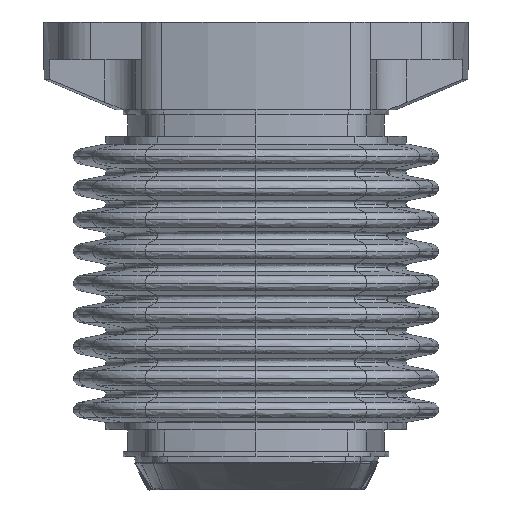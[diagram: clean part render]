
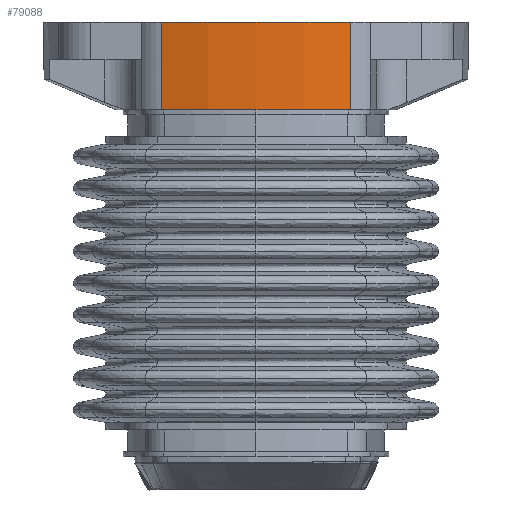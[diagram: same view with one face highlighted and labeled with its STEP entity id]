
A CAD part, front view. The second image highlights one B-rep face of the part: STEP entity #79088.
In plain terms, the highlighted cylindrical face has radius 127.847 mm (diameter 255.695 mm), a partial arc.
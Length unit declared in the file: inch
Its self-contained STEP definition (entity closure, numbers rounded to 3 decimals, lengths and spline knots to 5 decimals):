
#402 = CARTESIAN_POINT ( 'NONE',  ( -3.59753, -3.2473, 9.5157 ) ) ;
#1622 = CARTESIAN_POINT ( 'NONE',  ( -0.53741, -3.2473, 9.5157 ) ) ;
#2256 = ORIENTED_EDGE ( 'NONE', *, *, #28416, .T. ) ;
#5916 = DIRECTION ( 'NONE',  ( 0., 0., 1. ) ) ;
#6021 = CARTESIAN_POINT ( 'NONE',  ( -3.59753, -3.2473, 9.5157 ) ) ;
#6382 = EDGE_CURVE ( 'NONE', #34547, #7958, #59250, .T. ) ;
#6391 = CARTESIAN_POINT ( 'NONE',  ( -2.06747, 1.54787, 9.5157 ) ) ;
#6698 = LINE ( 'NONE', #402, #75204 ) ;
#7958 = VERTEX_POINT ( 'NONE', #20696 ) ;
#11344 = CARTESIAN_POINT ( 'NONE',  ( -0.53741, -3.2473, 9.5157 ) ) ;
#14080 = CARTESIAN_POINT ( 'NONE',  ( -2.06747, 1.54787, 10.93302 ) ) ;
#14345 = EDGE_LOOP ( 'NONE', ( #46783, #65993, #2256, #50409 ) ) ;
#20696 = CARTESIAN_POINT ( 'NONE',  ( -0.53741, -3.2473, 10.93302 ) ) ;
#24680 = AXIS2_PLACEMENT_3D ( 'NONE', #14080, #46468, #47284 ) ;
#26402 = VERTEX_POINT ( 'NONE', #69627 ) ;
#27293 = DIRECTION ( 'NONE',  ( 0., 0., 1. ) ) ;
#28416 = EDGE_CURVE ( 'NONE', #31383, #34547, #71312, .T. ) ;
#30155 = VECTOR ( 'NONE', #27293, 39.37008 ) ;
#31383 = VERTEX_POINT ( 'NONE', #6021 ) ;
#31546 = DIRECTION ( 'NONE',  ( 0., 0., 1. ) ) ;
#31644 = DIRECTION ( 'NONE',  ( 0., 0., 1. ) ) ;
#34547 = VERTEX_POINT ( 'NONE', #11344 ) ;
#35064 = AXIS2_PLACEMENT_3D ( 'NONE', #6391, #31644, #56058 ) ;
#46468 = DIRECTION ( 'NONE',  ( 0., 0., 1. ) ) ;
#46783 = ORIENTED_EDGE ( 'NONE', *, *, #70798, .F. ) ;
#47284 = DIRECTION ( 'NONE',  ( -1., 0., 0. ) ) ;
#50409 = ORIENTED_EDGE ( 'NONE', *, *, #6382, .T. ) ;
#50533 = CYLINDRICAL_SURFACE ( 'NONE', #81217, 5.03336 ) ;
#52176 = CARTESIAN_POINT ( 'NONE',  ( -2.06747, 1.54787, 9.5157 ) ) ;
#56058 = DIRECTION ( 'NONE',  ( -1., 0., 0. ) ) ;
#56446 = EDGE_CURVE ( 'NONE', #31383, #26402, #6698, .T. ) ;
#59250 = LINE ( 'NONE', #1622, #30155 ) ;
#65993 = ORIENTED_EDGE ( 'NONE', *, *, #56446, .F. ) ;
#69627 = CARTESIAN_POINT ( 'NONE',  ( -3.59753, -3.2473, 10.93302 ) ) ;
#70798 = EDGE_CURVE ( 'NONE', #26402, #7958, #75729, .T. ) ;
#71312 = CIRCLE ( 'NONE', #35064, 5.03336 ) ;
#75204 = VECTOR ( 'NONE', #31546, 39.37008 ) ;
#75729 = CIRCLE ( 'NONE', #24680, 5.03336 ) ;
#76609 = FACE_OUTER_BOUND ( 'NONE', #14345, .T. ) ;
#77030 = DIRECTION ( 'NONE',  ( 1., 0., 0. ) ) ;
#79088 = ADVANCED_FACE ( 'NONE', ( #76609 ), #50533, .T. ) ;
#81217 = AXIS2_PLACEMENT_3D ( 'NONE', #52176, #5916, #77030 ) ;
